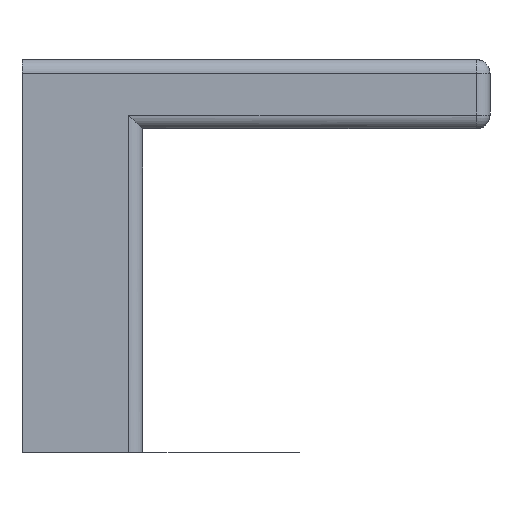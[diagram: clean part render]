
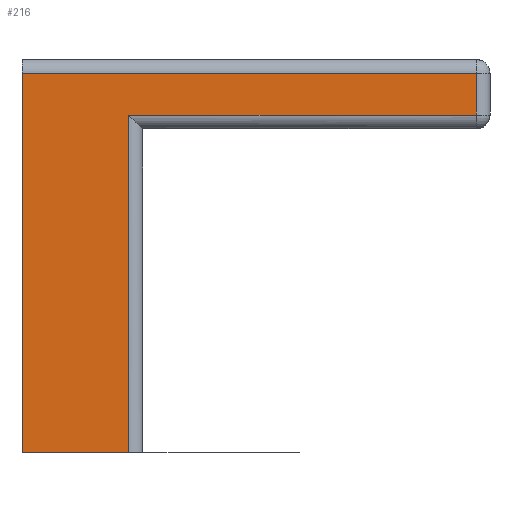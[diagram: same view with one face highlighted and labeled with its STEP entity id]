
A CAD part, left-side view. The second image highlights one B-rep face of the part: STEP entity #216.
In plain terms, the highlighted planar face has unit normal (-1, 0, 0).
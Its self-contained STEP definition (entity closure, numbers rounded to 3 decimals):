
#216=ADVANCED_FACE('',(#723),#725,.T.);
#723=FACE_BOUND('',#724,.T.);
#724=EDGE_LOOP('',(#1134,#1135,#1136,#1137,#1138,#1139));
#725=PLANE('',#726);
#726=AXIS2_PLACEMENT_3D('',#727,#728,#729);
#727=CARTESIAN_POINT('',(173.906,20.,10.));
#728=DIRECTION('',(-1.,0.,0.));
#729=DIRECTION('',(0.,-1.,0.));
#1134=ORIENTED_EDGE('',*,*,#1374,.F.);
#1135=ORIENTED_EDGE('',*,*,#1375,.F.);
#1136=ORIENTED_EDGE('',*,*,#1307,.T.);
#1137=ORIENTED_EDGE('',*,*,#1376,.T.);
#1138=ORIENTED_EDGE('',*,*,#1377,.T.);
#1139=ORIENTED_EDGE('',*,*,#1378,.F.);
#1307=EDGE_CURVE('',#1460,#1458,#1461,.T.);
#1374=EDGE_CURVE('',#1575,#1576,#1577,.T.);
#1375=EDGE_CURVE('',#1460,#1575,#1578,.T.);
#1376=EDGE_CURVE('',#1458,#1579,#1580,.T.);
#1377=EDGE_CURVE('',#1579,#1581,#1582,.T.);
#1378=EDGE_CURVE('',#1576,#1581,#1583,.T.);
#1458=VERTEX_POINT('',#1702);
#1460=VERTEX_POINT('',#1707);
#1461=LINE('',#1708,#1709);
#1575=VERTEX_POINT('',#1960);
#1576=VERTEX_POINT('',#1961);
#1577=LINE('',#1962,#1963);
#1578=LINE('',#1965,#1966);
#1579=VERTEX_POINT('',#1968);
#1580=LINE('',#1969,#1970);
#1581=VERTEX_POINT('',#1972);
#1582=LINE('',#1973,#1974);
#1583=LINE('',#1976,#1977);
#1702=CARTESIAN_POINT('',(173.906,12.3,10.));
#1707=CARTESIAN_POINT('',(173.906,20.,10.));
#1708=CARTESIAN_POINT('',(173.906,20.,10.));
#1709=VECTOR('',#1710,1.);
#1710=DIRECTION('',(0.,-1.,0.));
#1960=CARTESIAN_POINT('',(173.906,20.,37.3));
#1961=CARTESIAN_POINT('',(173.906,-12.7,37.3));
#1962=CARTESIAN_POINT('',(173.906,20.,37.3));
#1963=VECTOR('',#1964,1.);
#1964=DIRECTION('',(0.,-1.,0.));
#1965=CARTESIAN_POINT('',(173.906,20.,10.));
#1966=VECTOR('',#1967,1.);
#1967=DIRECTION('',(0.,0.,1.));
#1968=CARTESIAN_POINT('',(173.906,12.3,34.3));
#1969=CARTESIAN_POINT('',(173.906,12.3,10.));
#1970=VECTOR('',#1971,1.);
#1971=DIRECTION('',(0.,0.,1.));
#1972=CARTESIAN_POINT('',(173.906,-12.7,34.3));
#1973=CARTESIAN_POINT('',(173.906,12.3,34.3));
#1974=VECTOR('',#1975,1.);
#1975=DIRECTION('',(0.,-1.,0.));
#1976=CARTESIAN_POINT('',(173.906,-12.7,37.3));
#1977=VECTOR('',#1978,1.);
#1978=DIRECTION('',(0.,0.,-1.));
